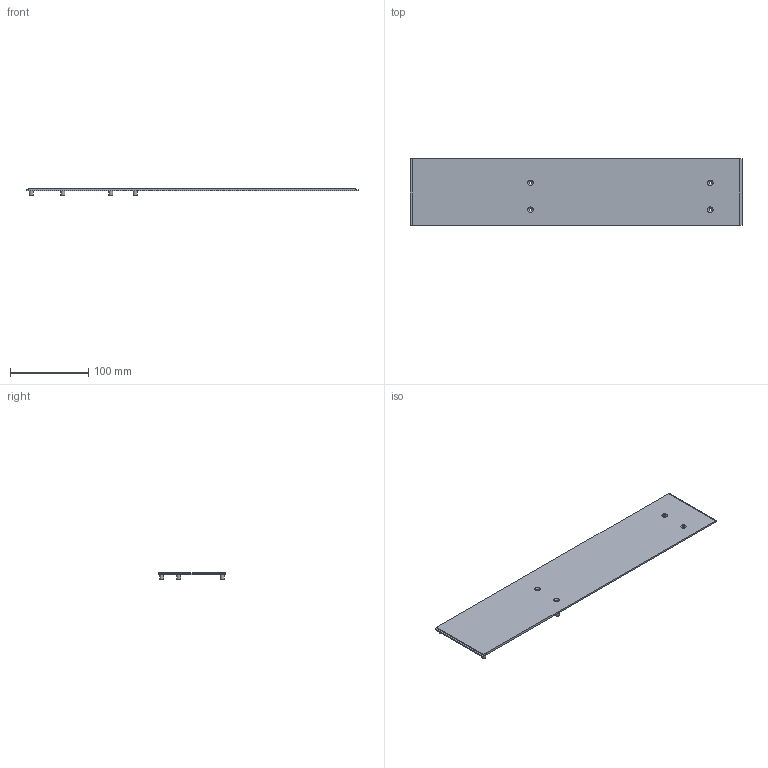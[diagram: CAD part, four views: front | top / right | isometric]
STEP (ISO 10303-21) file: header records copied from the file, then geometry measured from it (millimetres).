
FILE_DESCRIPTION(('Open CASCADE Model'),'2;1');
FILE_NAME('Open CASCADE Shape Model','2024-06-11T20:01:46',('Author'),( 'Open CASCADE'),'Open CASCADE STEP processor 7.5','Open CASCADE 7.5' ,'Unknown');
FILE_SCHEMA(('AUTOMOTIVE_DESIGN { 1 0 10303 214 1 1 1 1 }'));
Length unit declared in the file: millimetre
Products named in the file (8): Open CASCADE STEP translator 7.5 20; Open CASCADE STEP translator 7.5 20.1; Open CASCADE STEP translator 7.5 20.2; Open CASCADE STEP translator 7.5 20.3; Open CASCADE STEP translator 7.5 20.4; Open CASCADE STEP translator 7.5 20.5; Open CASCADE STEP translator 7.5 20.6; Open CASCADE STEP translator 7.5 20.7
Assembly tree (7 placements, depth 2):
  Open CASCADE STEP translator 7.5 20
    Open CASCADE STEP translator 7.5 20.1
    Open CASCADE STEP translator 7.5 20.2
    Open CASCADE STEP translator 7.5 20.3
    Open CASCADE STEP translator 7.5 20.4
    Open CASCADE STEP translator 7.5 20.5
    Open CASCADE STEP translator 7.5 20.6
    Open CASCADE STEP translator 7.5 20.7
Bounding box: 423 x 85 x 8.5 mm (x, y, z)
Volume: 89604.4 mm3; surface area: 76071.7 mm2
Topology: 7 solids, 7 shells, 80 faces, 128 edges, 84 vertices
Faces by surface type: plane 44, cylinder 32, cone 4
Full cylindrical faces by diameter (mm): 2.7 x6, 3.7 x4, 5 x6, 7 x16
Entity records: 3738 total; most frequent: CARTESIAN_POINT 812, DIRECTION 562, ORIENTED_EDGE 256, PCURVE 256, DEFINITIONAL_REPRESENTATION 256, LINE 224, VECTOR 224, AXIS2_PLACEMENT_3D 156
